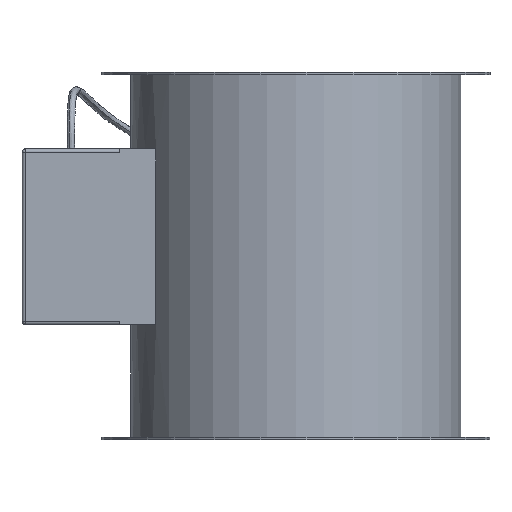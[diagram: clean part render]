
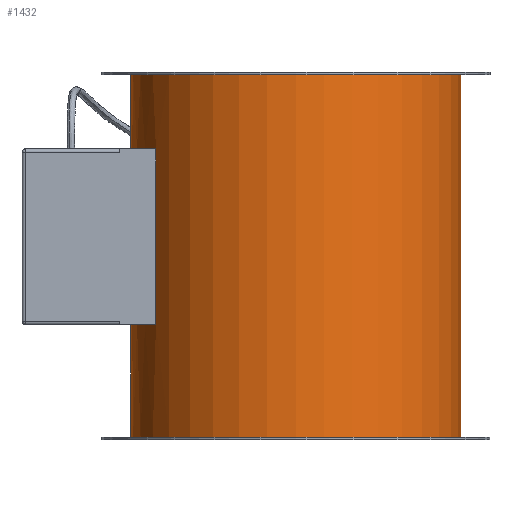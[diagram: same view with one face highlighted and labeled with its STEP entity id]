
A CAD part, front view. The second image highlights one B-rep face of the part: STEP entity #1432.
In plain terms, the highlighted cylindrical face has radius 108 mm (diameter 216 mm), a partial arc.
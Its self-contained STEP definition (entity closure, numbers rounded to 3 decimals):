
#23 = ORIENTED_EDGE ( 'NONE', *, *, #1443, .F. ) ;
#37 = DIRECTION ( 'NONE',  ( -1., 0., 0. ) ) ;
#57 = CIRCLE ( 'NONE', #5132, 108. ) ;
#177 = VERTEX_POINT ( 'NONE', #4257 ) ;
#229 = CARTESIAN_POINT ( 'NONE',  ( 0., 0., 118.5 ) ) ;
#566 = EDGE_CURVE ( 'NONE', #177, #7512, #3036, .T. ) ;
#1009 = EDGE_CURVE ( 'NONE', #6769, #3143, #4757, .T. ) ;
#1031 = FACE_OUTER_BOUND ( 'NONE', #1973, .T. ) ;
#1308 = ORIENTED_EDGE ( 'NONE', *, *, #7383, .T. ) ;
#1351 = CIRCLE ( 'NONE', #7428, 108. ) ;
#1432 = ADVANCED_FACE ( 'NONE', ( #1031 ), #1735, .T. ) ;
#1443 = EDGE_CURVE ( 'NONE', #6048, #7512, #5342, .T. ) ;
#1472 = CARTESIAN_POINT ( 'NONE',  ( 108., 0., -118.5 ) ) ;
#1547 = DIRECTION ( 'NONE',  ( 0., 0., -1. ) ) ;
#1669 = CARTESIAN_POINT ( 'NONE',  ( 108., 0., 118.5 ) ) ;
#1735 = CYLINDRICAL_SURFACE ( 'NONE', #6159, 108. ) ;
#1838 = DIRECTION ( 'NONE',  ( -1., 0., 0. ) ) ;
#1964 = CARTESIAN_POINT ( 'NONE',  ( -108., 0., -246.387 ) ) ;
#1973 = EDGE_LOOP ( 'NONE', ( #23, #6681, #3733, #5188, #1308, #3038, #3341, #8763 ) ) ;
#2017 = CARTESIAN_POINT ( 'NONE',  ( 0., 0., 70. ) ) ;
#2184 = LINE ( 'NONE', #4974, #8425 ) ;
#2346 = CARTESIAN_POINT ( 'NONE',  ( -91.421, -57.5, -45. ) ) ;
#2529 = DIRECTION ( 'NONE',  ( 0., 0., -1. ) ) ;
#2918 = DIRECTION ( 'NONE',  ( 0., 0., 1. ) ) ;
#3036 = CIRCLE ( 'NONE', #8003, 108. ) ;
#3038 = ORIENTED_EDGE ( 'NONE', *, *, #1009, .T. ) ;
#3143 = VERTEX_POINT ( 'NONE', #8522 ) ;
#3266 = DIRECTION ( 'NONE',  ( 0., 0., -1. ) ) ;
#3341 = ORIENTED_EDGE ( 'NONE', *, *, #8259, .T. ) ;
#3733 = ORIENTED_EDGE ( 'NONE', *, *, #7972, .T. ) ;
#3951 = DIRECTION ( 'NONE',  ( -1., 0., 0. ) ) ;
#4257 = CARTESIAN_POINT ( 'NONE',  ( -108., 0., -118.5 ) ) ;
#4489 = CARTESIAN_POINT ( 'NONE',  ( -108., 0., 118.5 ) ) ;
#4757 = CIRCLE ( 'NONE', #5879, 108. ) ;
#4822 = CARTESIAN_POINT ( 'NONE',  ( 0., 0., -45. ) ) ;
#4974 = CARTESIAN_POINT ( 'NONE',  ( -91.421, -57.5, -246.387 ) ) ;
#5105 = CARTESIAN_POINT ( 'NONE',  ( -108., 0., 70. ) ) ;
#5132 = AXIS2_PLACEMENT_3D ( 'NONE', #2017, #5965, #3951 ) ;
#5188 = ORIENTED_EDGE ( 'NONE', *, *, #5743, .T. ) ;
#5203 = VECTOR ( 'NONE', #5408, 1000. ) ;
#5303 = DIRECTION ( 'NONE',  ( -1., 0., 0. ) ) ;
#5342 = LINE ( 'NONE', #8549, #8295 ) ;
#5408 = DIRECTION ( 'NONE',  ( 0., 0., -1. ) ) ;
#5606 = LINE ( 'NONE', #6853, #5911 ) ;
#5616 = DIRECTION ( 'NONE',  ( -1., 0., 0. ) ) ;
#5738 = VERTEX_POINT ( 'NONE', #8716 ) ;
#5743 = EDGE_CURVE ( 'NONE', #8754, #5738, #57, .T. ) ;
#5879 = AXIS2_PLACEMENT_3D ( 'NONE', #4822, #1547, #37 ) ;
#5911 = VECTOR ( 'NONE', #6363, 1000. ) ;
#5965 = DIRECTION ( 'NONE',  ( 0., 0., 1. ) ) ;
#6048 = VERTEX_POINT ( 'NONE', #1669 ) ;
#6063 = VERTEX_POINT ( 'NONE', #4489 ) ;
#6159 = AXIS2_PLACEMENT_3D ( 'NONE', #7302, #3266, #5303 ) ;
#6363 = DIRECTION ( 'NONE',  ( 0., 0., -1. ) ) ;
#6681 = ORIENTED_EDGE ( 'NONE', *, *, #7799, .F. ) ;
#6769 = VERTEX_POINT ( 'NONE', #2346 ) ;
#6853 = CARTESIAN_POINT ( 'NONE',  ( -108., 0., -246.387 ) ) ;
#7277 = CARTESIAN_POINT ( 'NONE',  ( 0., 0., -118.5 ) ) ;
#7302 = CARTESIAN_POINT ( 'NONE',  ( 0., 0., -246.387 ) ) ;
#7383 = EDGE_CURVE ( 'NONE', #5738, #6769, #2184, .T. ) ;
#7428 = AXIS2_PLACEMENT_3D ( 'NONE', #229, #2918, #5616 ) ;
#7512 = VERTEX_POINT ( 'NONE', #1472 ) ;
#7672 = DIRECTION ( 'NONE',  ( 0., 0., -1. ) ) ;
#7799 = EDGE_CURVE ( 'NONE', #6063, #6048, #1351, .T. ) ;
#7972 = EDGE_CURVE ( 'NONE', #6063, #8754, #5606, .T. ) ;
#8003 = AXIS2_PLACEMENT_3D ( 'NONE', #7277, #8749, #1838 ) ;
#8041 = LINE ( 'NONE', #1964, #5203 ) ;
#8259 = EDGE_CURVE ( 'NONE', #3143, #177, #8041, .T. ) ;
#8295 = VECTOR ( 'NONE', #2529, 1000. ) ;
#8425 = VECTOR ( 'NONE', #7672, 1000. ) ;
#8522 = CARTESIAN_POINT ( 'NONE',  ( -108., 0., -45. ) ) ;
#8549 = CARTESIAN_POINT ( 'NONE',  ( 108., 0., -246.387 ) ) ;
#8716 = CARTESIAN_POINT ( 'NONE',  ( -91.421, -57.5, 70. ) ) ;
#8749 = DIRECTION ( 'NONE',  ( 0., 0., 1. ) ) ;
#8754 = VERTEX_POINT ( 'NONE', #5105 ) ;
#8763 = ORIENTED_EDGE ( 'NONE', *, *, #566, .T. ) ;
